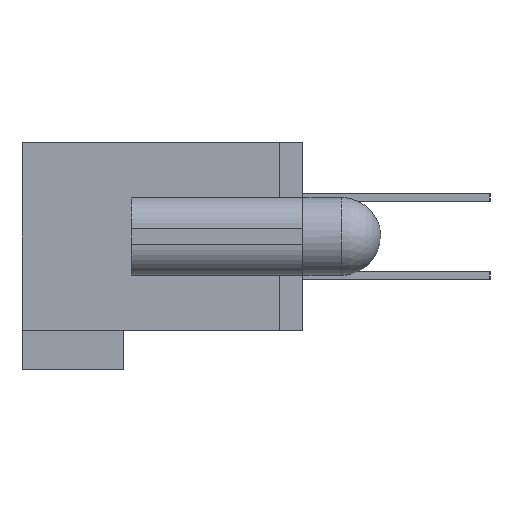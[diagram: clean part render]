
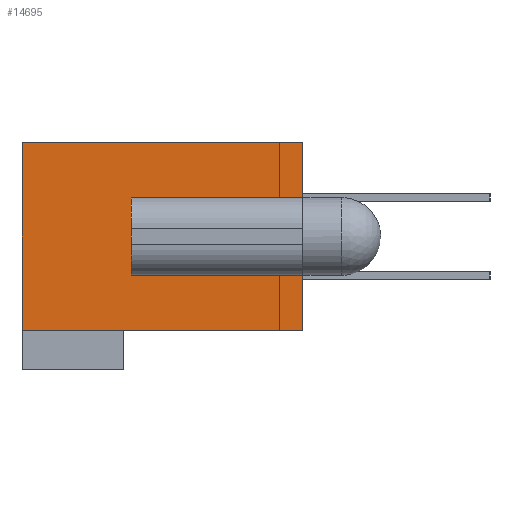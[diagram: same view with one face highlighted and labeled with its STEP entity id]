
A CAD part, left-side view. The second image highlights one B-rep face of the part: STEP entity #14695.
In plain terms, the highlighted planar face has unit normal (-1, 0, 0).
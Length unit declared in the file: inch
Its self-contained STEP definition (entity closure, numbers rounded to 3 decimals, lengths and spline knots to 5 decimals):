
#2433=ORIENTED_EDGE('',*,*,#5437,.F.);
#2434=ORIENTED_EDGE('',*,*,#5085,.F.);
#2435=ORIENTED_EDGE('',*,*,#5103,.T.);
#2436=ORIENTED_EDGE('',*,*,#5457,.T.);
#2437=ORIENTED_EDGE('',*,*,#5459,.F.);
#2438=ORIENTED_EDGE('',*,*,#5444,.F.);
#2439=ORIENTED_EDGE('',*,*,#5105,.T.);
#2440=ORIENTED_EDGE('',*,*,#5099,.T.);
#5085=EDGE_CURVE('',#6777,#6778,#8440,.T.);
#5099=EDGE_CURVE('',#6790,#6789,#8454,.T.);
#5103=EDGE_CURVE('',#6777,#6791,#8457,.T.);
#5105=EDGE_CURVE('',#6792,#6790,#8459,.T.);
#5437=EDGE_CURVE('',#6778,#6789,#8789,.T.);
#5444=EDGE_CURVE('',#6792,#7122,#8795,.T.);
#5457=EDGE_CURVE('',#6791,#7128,#8805,.T.);
#5459=EDGE_CURVE('',#7122,#7128,#8807,.T.);
#6777=VERTEX_POINT('',#21772);
#6778=VERTEX_POINT('',#21774);
#6789=VERTEX_POINT('',#21799);
#6790=VERTEX_POINT('',#21801);
#6791=VERTEX_POINT('',#21806);
#6792=VERTEX_POINT('',#21810);
#7122=VERTEX_POINT('',#22485);
#7128=VERTEX_POINT('',#22509);
#8440=LINE('',#21773,#10442);
#8454=LINE('',#21800,#10456);
#8457=LINE('',#21807,#10459);
#8459=LINE('',#21809,#10461);
#8789=LINE('',#22472,#10791);
#8795=LINE('',#22484,#10797);
#8805=LINE('',#22510,#10807);
#8807=LINE('',#22514,#10809);
#10442=VECTOR('',#17808,39.37008);
#10456=VECTOR('',#17824,39.37008);
#10459=VECTOR('',#17831,39.37008);
#10461=VECTOR('',#17833,39.37008);
#10791=VECTOR('',#18175,39.37008);
#10797=VECTOR('',#18187,39.37008);
#10807=VECTOR('',#18215,39.37008);
#10809=VECTOR('',#18221,39.37008);
#12035=EDGE_LOOP('',(#2433,#2434,#2435,#2436,#2437,#2438,#2439,#2440));
#13029=FACE_BOUND('',#12035,.T.);
#13863=PLANE('',#15572);
#14695=ADVANCED_FACE('',(#13029),#13863,.T.);
#15572=AXIS2_PLACEMENT_3D('',#22513,#18219,#18220);
#17808=DIRECTION('',(0.,1.,0.));
#17824=DIRECTION('',(0.,1.,0.));
#17831=DIRECTION('',(0.,0.,1.));
#17833=DIRECTION('',(0.,0.,1.));
#18175=DIRECTION('',(0.,0.,1.));
#18187=DIRECTION('',(0.,1.,0.));
#18215=DIRECTION('',(0.,1.,0.));
#18219=DIRECTION('',(-1.,0.,0.));
#18220=DIRECTION('',(0.,0.,1.));
#18221=DIRECTION('',(0.,0.,-1.));
#21772=CARTESIAN_POINT('',(-1.0075,0.,-0.06));
#21773=CARTESIAN_POINT('',(-1.0075,0.,-0.06));
#21774=CARTESIAN_POINT('',(-1.0075,0.18,-0.06));
#21799=CARTESIAN_POINT('',(-1.0075,0.18,0.06));
#21800=CARTESIAN_POINT('',(-1.0075,0.,0.06));
#21801=CARTESIAN_POINT('',(-1.0075,0.,0.06));
#21806=CARTESIAN_POINT('',(-1.0075,0.,-0.025));
#21807=CARTESIAN_POINT('',(-1.0075,0.,-0.06));
#21809=CARTESIAN_POINT('',(-1.0075,0.,0.025));
#21810=CARTESIAN_POINT('',(-1.0075,0.,0.025));
#22472=CARTESIAN_POINT('',(-1.0075,0.18,-0.06));
#22484=CARTESIAN_POINT('',(-1.0075,0.,0.025));
#22485=CARTESIAN_POINT('',(-1.0075,0.11,0.025));
#22509=CARTESIAN_POINT('',(-1.0075,0.11,-0.025));
#22510=CARTESIAN_POINT('',(-1.0075,0.,-0.025));
#22513=CARTESIAN_POINT('',(-1.0075,0.,-0.06));
#22514=CARTESIAN_POINT('',(-1.0075,0.11,0.12));
